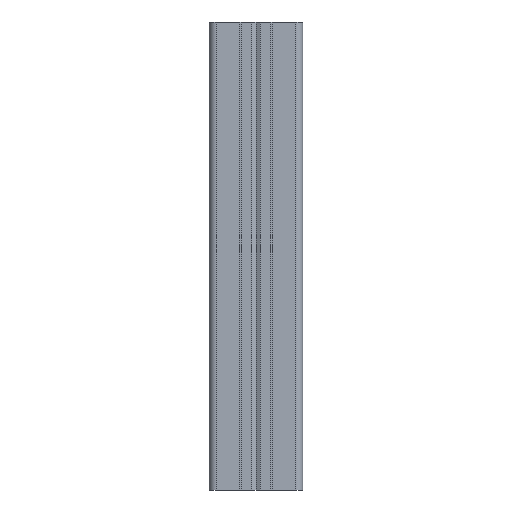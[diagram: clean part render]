
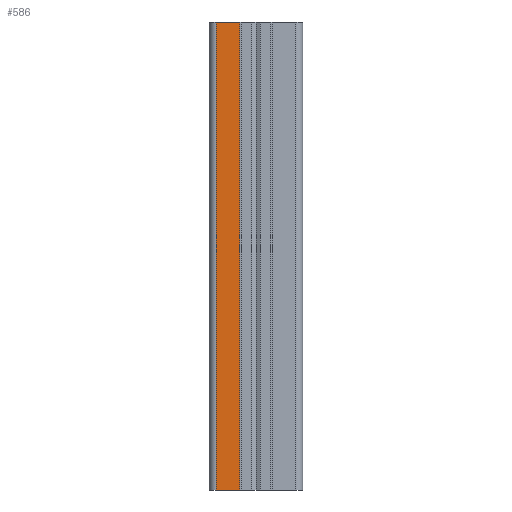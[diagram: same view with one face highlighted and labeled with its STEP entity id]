
A CAD part, left-side view. The second image highlights one B-rep face of the part: STEP entity #586.
In plain terms, the highlighted planar face has unit normal (-1, 0, 0).
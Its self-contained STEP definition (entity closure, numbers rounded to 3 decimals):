
#286 = VERTEX_POINT ( 'NONE', #2033 ) ;
#403 = VERTEX_POINT ( 'NONE', #2247 ) ;
#470 = EDGE_CURVE ( 'NONE', #286, #403, #1682, .T. ) ;
#519 = ORIENTED_EDGE ( 'NONE', *, *, #532, .T. ) ;
#520 = ORIENTED_EDGE ( 'NONE', *, *, #1488, .F. ) ;
#526 = ORIENTED_EDGE ( 'NONE', *, *, #529, .F. ) ;
#529 = EDGE_CURVE ( 'NONE', #1441, #403, #2494, .T. ) ;
#532 = EDGE_CURVE ( 'NONE', #1487, #286, #2486, .T. ) ;
#537 = EDGE_LOOP ( 'NONE', ( #587, #526, #520, #519 ) ) ;
#586 = ADVANCED_FACE ( 'NONE', ( #2572 ), #2567, .F. ) ;
#587 = ORIENTED_EDGE ( 'NONE', *, *, #470, .T. ) ;
#1334 = DIRECTION ( 'NONE',  ( 0., -1., 0. ) ) ;
#1441 = VERTEX_POINT ( 'NONE', #3797 ) ;
#1487 = VERTEX_POINT ( 'NONE', #3889 ) ;
#1488 = EDGE_CURVE ( 'NONE', #1487, #1441, #3879, .T. ) ;
#1628 = VECTOR ( 'NONE', #1334, 1000. ) ;
#1629 = CARTESIAN_POINT ( 'NONE',  ( -10., 3.5, 0. ) ) ;
#1682 = LINE ( 'NONE', #1629, #1628 ) ;
#2033 = CARTESIAN_POINT ( 'NONE',  ( -10., 8.5, 0. ) ) ;
#2247 = CARTESIAN_POINT ( 'NONE',  ( -10., 3.5, 0. ) ) ;
#2483 = DIRECTION ( 'NONE',  ( 0., 0., -1. ) ) ;
#2484 = VECTOR ( 'NONE', #2483, 1000. ) ;
#2485 = CARTESIAN_POINT ( 'NONE',  ( -10., 8.5, 100. ) ) ;
#2486 = LINE ( 'NONE', #2485, #2484 ) ;
#2491 = DIRECTION ( 'NONE',  ( 0., 0., -1. ) ) ;
#2492 = VECTOR ( 'NONE', #2491, 1000. ) ;
#2493 = CARTESIAN_POINT ( 'NONE',  ( -10., 3.5, 100. ) ) ;
#2494 = LINE ( 'NONE', #2493, #2492 ) ;
#2562 = DIRECTION ( 'NONE',  ( 0., 0., -1. ) ) ;
#2563 = DIRECTION ( 'NONE',  ( 1., 0., 0. ) ) ;
#2564 = CARTESIAN_POINT ( 'NONE',  ( -10., 3.5, 100. ) ) ;
#2567 = PLANE ( 'NONE',  #2576 ) ;
#2572 = FACE_OUTER_BOUND ( 'NONE', #537, .T. ) ;
#2576 = AXIS2_PLACEMENT_3D ( 'NONE', #2564, #2563, #2562 ) ;
#3797 = CARTESIAN_POINT ( 'NONE',  ( -10., 3.5, 100. ) ) ;
#3876 = DIRECTION ( 'NONE',  ( 0., -1., 0. ) ) ;
#3877 = VECTOR ( 'NONE', #3876, 1000. ) ;
#3878 = CARTESIAN_POINT ( 'NONE',  ( -10., 3.5, 100. ) ) ;
#3879 = LINE ( 'NONE', #3878, #3877 ) ;
#3889 = CARTESIAN_POINT ( 'NONE',  ( -10., 8.5, 100. ) ) ;
